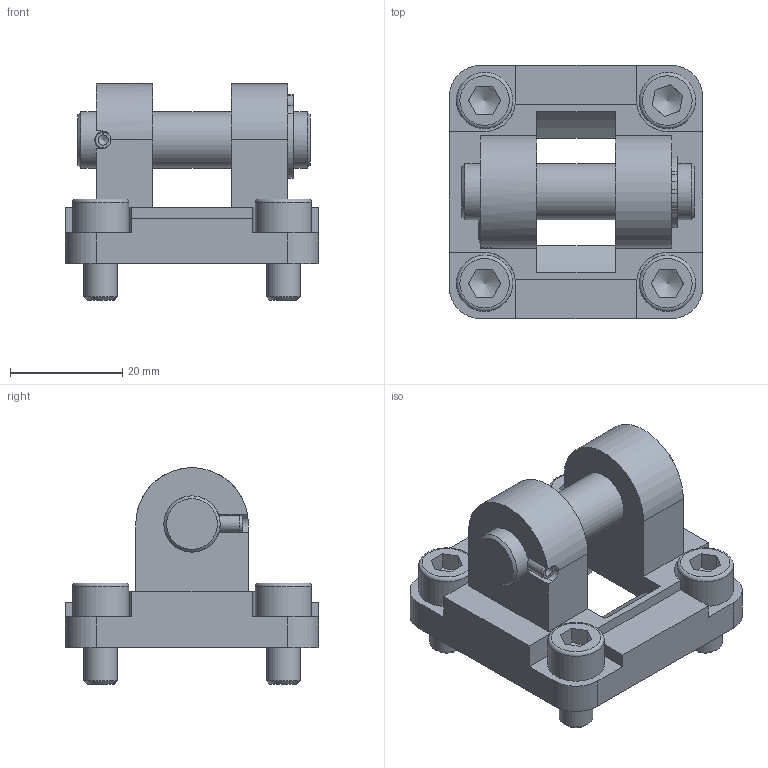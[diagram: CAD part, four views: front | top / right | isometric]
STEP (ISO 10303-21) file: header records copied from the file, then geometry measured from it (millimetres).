
FILE_DESCRIPTION(/* description */ (''),/* implementation_level */ '2;1');
FILE_NAME(/* name */ 'CAD_69625.stp',/* time_stamp */ '2016-06-09T17:14:41+02:00',/* author */ ('Hypex'),/* organization */ ('Hypex'),/* preprocessor_version */ 'ST-DEVELOPER v16.1',/* originating_system */ 'Autodesk Inventor 2016',/* authorisation */ '');
FILE_SCHEMA (('AUTOMOTIVE_DESIGN { 1 0 10303 214 3 1 1 }'));
Length unit declared in the file: millimetre
Products named in the file (1): CAD_69625
Bounding box: 45 x 45 x 38.5 mm (x, y, z)
Volume: 23739.3 mm3; surface area: 11170.7 mm2
Topology: 1 solids, 1 shells, 148 faces, 371 edges, 242 vertices
Faces by surface type: plane 83, cylinder 44, cone 13, torus 8
Full cylindrical faces by diameter (mm): 1.5 x2, 3 x1, 6 x4, 6.6 x4, 9.5 x1, 10 x7, 30 x1
Entity records: 4344 total; most frequent: CARTESIAN_POINT 814, DIRECTION 692, ORIENTED_EDGE 642, EDGE_CURVE 321, AXIS2_PLACEMENT_3D 254, VERTEX_POINT 231, EDGE_LOOP 208, LINE 184
